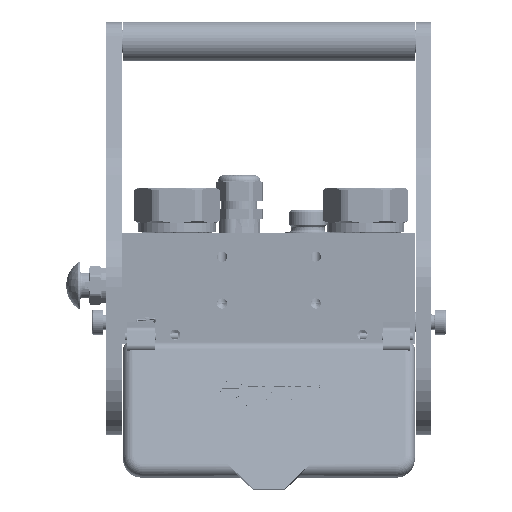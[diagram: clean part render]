
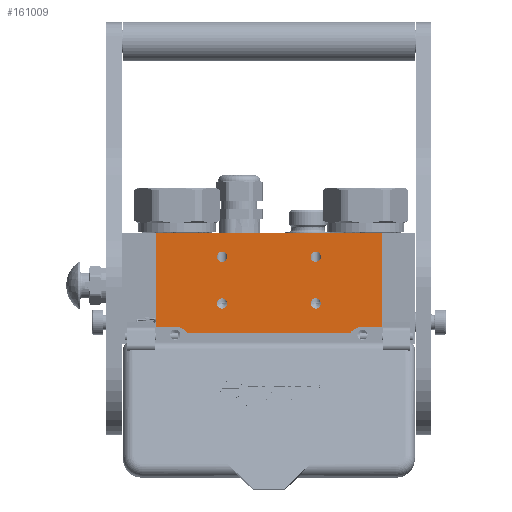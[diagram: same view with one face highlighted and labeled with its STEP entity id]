
A CAD part, left-side view. The second image highlights one B-rep face of the part: STEP entity #161009.
In plain terms, the highlighted face is planar.
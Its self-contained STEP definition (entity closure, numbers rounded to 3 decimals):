
#1471 = LINE ( 'NONE', #179959, #58384 ) ;
#2386 = CARTESIAN_POINT ( 'NONE',  ( 145.854, 64.2, -108. ) ) ;
#3941 = ORIENTED_EDGE ( 'NONE', *, *, #124753, .F. ) ;
#6640 = DIRECTION ( 'NONE',  ( 0., 0., -1. ) ) ;
#9613 = EDGE_CURVE ( 'NONE', #127379, #171984, #24225, .T. ) ;
#10883 = VERTEX_POINT ( 'NONE', #2386 ) ;
#13595 = LINE ( 'NONE', #127166, #118535 ) ;
#14059 = CIRCLE ( 'NONE', #85717, 3.3 ) ;
#15445 = ORIENTED_EDGE ( 'NONE', *, *, #104706, .F. ) ;
#15614 = DIRECTION ( 'NONE',  ( 0., -1., 0. ) ) ;
#16700 = CARTESIAN_POINT ( 'NONE',  ( 64., 11.7, -108. ) ) ;
#16784 = DIRECTION ( 'NONE',  ( 0., 1., 0. ) ) ;
#17374 = CARTESIAN_POINT ( 'NONE',  ( 124., 45., -108. ) ) ;
#18166 = DIRECTION ( 'NONE',  ( -1., 0., 0. ) ) ;
#18251 = VERTEX_POINT ( 'NONE', #68159 ) ;
#18809 = DIRECTION ( 'NONE',  ( 0., -1., 0. ) ) ;
#20559 = AXIS2_PLACEMENT_3D ( 'NONE', #135684, #109426, #80742 ) ;
#24225 = CIRCLE ( 'NONE', #125620, 3.3 ) ;
#25036 = FACE_OUTER_BOUND ( 'NONE', #91014, .T. ) ;
#25180 = CARTESIAN_POINT ( 'NONE',  ( 64., 15., -108. ) ) ;
#29224 = EDGE_CURVE ( 'NONE', #124195, #10883, #133019, .T. ) ;
#29469 = FACE_BOUND ( 'NONE', #56816, .T. ) ;
#32044 = DIRECTION ( 'NONE',  ( 0., 0., -1. ) ) ;
#32966 = DIRECTION ( 'NONE',  ( -1., 0., 0. ) ) ;
#34809 = ORIENTED_EDGE ( 'NONE', *, *, #63030, .F. ) ;
#36314 = LINE ( 'NONE', #74494, #60418 ) ;
#36853 = DIRECTION ( 'NONE',  ( 0., 0., -1. ) ) ;
#36959 = CARTESIAN_POINT ( 'NONE',  ( 124., 11.7, -108. ) ) ;
#37714 = EDGE_CURVE ( 'NONE', #96320, #74166, #39447, .T. ) ;
#38660 = PLANE ( 'NONE',  #112145 ) ;
#39313 = ORIENTED_EDGE ( 'NONE', *, *, #29224, .F. ) ;
#39447 = CIRCLE ( 'NONE', #73238, 10. ) ;
#42668 = FACE_BOUND ( 'NONE', #63954, .T. ) ;
#43949 = ORIENTED_EDGE ( 'NONE', *, *, #91345, .T. ) ;
#44945 = CIRCLE ( 'NONE', #141381, 3.3 ) ;
#46443 = EDGE_CURVE ( 'NONE', #176538, #132155, #138222, .T. ) ;
#49058 = EDGE_LOOP ( 'NONE', ( #15445, #49194 ) ) ;
#49194 = ORIENTED_EDGE ( 'NONE', *, *, #151621, .F. ) ;
#51966 = VERTEX_POINT ( 'NONE', #141353 ) ;
#52360 = AXIS2_PLACEMENT_3D ( 'NONE', #17374, #32044, #16784 ) ;
#53216 = ORIENTED_EDGE ( 'NONE', *, *, #160219, .T. ) ;
#56006 = DIRECTION ( 'NONE',  ( 0., 0., -1. ) ) ;
#56195 = EDGE_CURVE ( 'NONE', #71390, #51966, #44945, .T. ) ;
#56816 = EDGE_LOOP ( 'NONE', ( #175695, #136477 ) ) ;
#57247 = DIRECTION ( 'NONE',  ( 0., 1., 0. ) ) ;
#58384 = VECTOR ( 'NONE', #67715, 1000. ) ;
#59858 = CIRCLE ( 'NONE', #155318, 3.3 ) ;
#60418 = VECTOR ( 'NONE', #18166, 1000. ) ;
#61058 = DIRECTION ( 'NONE',  ( 0., 0., -1. ) ) ;
#63030 = EDGE_CURVE ( 'NONE', #132155, #176538, #59858, .T. ) ;
#63954 = EDGE_LOOP ( 'NONE', ( #34809, #70948 ) ) ;
#65604 = AXIS2_PLACEMENT_3D ( 'NONE', #173194, #159217, #104296 ) ;
#67715 = DIRECTION ( 'NONE',  ( -1., 0., 0. ) ) ;
#68159 = CARTESIAN_POINT ( 'NONE',  ( 21.3, 60., -108. ) ) ;
#69239 = DIRECTION ( 'NONE',  ( 0., 1., 0. ) ) ;
#70948 = ORIENTED_EDGE ( 'NONE', *, *, #46443, .F. ) ;
#71390 = VERTEX_POINT ( 'NONE', #177022 ) ;
#71962 = CARTESIAN_POINT ( 'NONE',  ( 42.146, 64.2, -108. ) ) ;
#73238 = AXIS2_PLACEMENT_3D ( 'NONE', #172761, #175139, #90985 ) ;
#74166 = VERTEX_POINT ( 'NONE', #88657 ) ;
#74209 = ORIENTED_EDGE ( 'NONE', *, *, #37714, .F. ) ;
#74494 = CARTESIAN_POINT ( 'NONE',  ( 166.7, 0., -108. ) ) ;
#74495 = VECTOR ( 'NONE', #32966, 1000. ) ;
#74528 = CARTESIAN_POINT ( 'NONE',  ( 64., 45., -108. ) ) ;
#76564 = LINE ( 'NONE', #114863, #74495 ) ;
#78445 = DIRECTION ( 'NONE',  ( 0., -1., 0. ) ) ;
#80073 = AXIS2_PLACEMENT_3D ( 'NONE', #25180, #165102, #123540 ) ;
#80742 = DIRECTION ( 'NONE',  ( 0., 1., 0. ) ) ;
#81056 = CARTESIAN_POINT ( 'NONE',  ( 154., 60., -108. ) ) ;
#81112 = CARTESIAN_POINT ( 'NONE',  ( 124., 18.3, -108. ) ) ;
#81711 = CIRCLE ( 'NONE', #20559, 3.3 ) ;
#84357 = VERTEX_POINT ( 'NONE', #144773 ) ;
#84614 = DIRECTION ( 'NONE',  ( 1., 0., 0. ) ) ;
#85325 = CARTESIAN_POINT ( 'NONE',  ( 154., 70., -108. ) ) ;
#85717 = AXIS2_PLACEMENT_3D ( 'NONE', #156066, #155474, #57247 ) ;
#87021 = ORIENTED_EDGE ( 'NONE', *, *, #107403, .T. ) ;
#88657 = CARTESIAN_POINT ( 'NONE',  ( 34., 60., -108. ) ) ;
#90190 = CIRCLE ( 'NONE', #65604, 3.3 ) ;
#90550 = CARTESIAN_POINT ( 'NONE',  ( 21.3, 0., -108. ) ) ;
#90575 = CARTESIAN_POINT ( 'NONE',  ( 166.7, 60., -108. ) ) ;
#90985 = DIRECTION ( 'NONE',  ( 0.815, -0.58, 0. ) ) ;
#91014 = EDGE_LOOP ( 'NONE', ( #3941, #53216, #43949, #87021, #74209, #102128, #39313, #118153 ) ) ;
#91345 = EDGE_CURVE ( 'NONE', #137868, #18251, #145729, .T. ) ;
#93645 = EDGE_CURVE ( 'NONE', #10883, #96320, #76564, .T. ) ;
#96320 = VERTEX_POINT ( 'NONE', #71962 ) ;
#97718 = CARTESIAN_POINT ( 'NONE',  ( 124., 48.3, -108. ) ) ;
#102128 = ORIENTED_EDGE ( 'NONE', *, *, #93645, .F. ) ;
#103270 = CARTESIAN_POINT ( 'NONE',  ( 64., 18.3, -108. ) ) ;
#103570 = EDGE_CURVE ( 'NONE', #171984, #127379, #14059, .T. ) ;
#104296 = DIRECTION ( 'NONE',  ( 0., 1., 0. ) ) ;
#104453 = DIRECTION ( 'NONE',  ( 0., -1., 0. ) ) ;
#104706 = EDGE_CURVE ( 'NONE', #166680, #130565, #117391, .T. ) ;
#107403 = EDGE_CURVE ( 'NONE', #18251, #74166, #116381, .T. ) ;
#107763 = CARTESIAN_POINT ( 'NONE',  ( 21.3, 0., -108. ) ) ;
#108006 = ORIENTED_EDGE ( 'NONE', *, *, #103570, .F. ) ;
#108617 = VECTOR ( 'NONE', #120542, 1000. ) ;
#109426 = DIRECTION ( 'NONE',  ( 0., 0., -1. ) ) ;
#112145 = AXIS2_PLACEMENT_3D ( 'NONE', #121076, #36853, #148611 ) ;
#112445 = VERTEX_POINT ( 'NONE', #90575 ) ;
#112567 = FACE_BOUND ( 'NONE', #49058, .T. ) ;
#114863 = CARTESIAN_POINT ( 'NONE',  ( 145.854, 64.2, -108. ) ) ;
#116381 = LINE ( 'NONE', #168203, #179812 ) ;
#117391 = CIRCLE ( 'NONE', #80073, 3.3 ) ;
#117808 = CARTESIAN_POINT ( 'NONE',  ( 124., 15., -108. ) ) ;
#118153 = ORIENTED_EDGE ( 'NONE', *, *, #155666, .F. ) ;
#118535 = VECTOR ( 'NONE', #69239, 1000. ) ;
#119865 = CARTESIAN_POINT ( 'NONE',  ( 124., 45., -108. ) ) ;
#120542 = DIRECTION ( 'NONE',  ( 0., 1., 0. ) ) ;
#121076 = CARTESIAN_POINT ( 'NONE',  ( 166.7, 0., -108. ) ) ;
#123540 = DIRECTION ( 'NONE',  ( 0., -1., 0. ) ) ;
#124195 = VERTEX_POINT ( 'NONE', #81056 ) ;
#124753 = EDGE_CURVE ( 'NONE', #84357, #112445, #13595, .T. ) ;
#125620 = AXIS2_PLACEMENT_3D ( 'NONE', #117808, #6640, #104453 ) ;
#127166 = CARTESIAN_POINT ( 'NONE',  ( 166.7, 0., -108. ) ) ;
#127379 = VERTEX_POINT ( 'NONE', #36959 ) ;
#127810 = FACE_BOUND ( 'NONE', #139753, .T. ) ;
#130565 = VERTEX_POINT ( 'NONE', #103270 ) ;
#131726 = AXIS2_PLACEMENT_3D ( 'NONE', #85325, #56006, #15614 ) ;
#132155 = VERTEX_POINT ( 'NONE', #151700 ) ;
#133019 = CIRCLE ( 'NONE', #131726, 10. ) ;
#135684 = CARTESIAN_POINT ( 'NONE',  ( 64., 15., -108. ) ) ;
#136361 = DIRECTION ( 'NONE',  ( 0., 0., -1. ) ) ;
#136477 = ORIENTED_EDGE ( 'NONE', *, *, #162895, .F. ) ;
#137868 = VERTEX_POINT ( 'NONE', #90550 ) ;
#138222 = CIRCLE ( 'NONE', #52360, 3.3 ) ;
#139753 = EDGE_LOOP ( 'NONE', ( #140253, #108006 ) ) ;
#140253 = ORIENTED_EDGE ( 'NONE', *, *, #9613, .F. ) ;
#141353 = CARTESIAN_POINT ( 'NONE',  ( 64., 48.3, -108. ) ) ;
#141381 = AXIS2_PLACEMENT_3D ( 'NONE', #74528, #61058, #18809 ) ;
#144773 = CARTESIAN_POINT ( 'NONE',  ( 166.7, 0., -108. ) ) ;
#145729 = LINE ( 'NONE', #107763, #108617 ) ;
#148611 = DIRECTION ( 'NONE',  ( -1., 0., 0. ) ) ;
#151621 = EDGE_CURVE ( 'NONE', #130565, #166680, #81711, .T. ) ;
#151700 = CARTESIAN_POINT ( 'NONE',  ( 124., 41.7, -108. ) ) ;
#155318 = AXIS2_PLACEMENT_3D ( 'NONE', #119865, #136361, #78445 ) ;
#155474 = DIRECTION ( 'NONE',  ( 0., 0., -1. ) ) ;
#155666 = EDGE_CURVE ( 'NONE', #112445, #124195, #1471, .T. ) ;
#156066 = CARTESIAN_POINT ( 'NONE',  ( 124., 15., -108. ) ) ;
#159217 = DIRECTION ( 'NONE',  ( 0., 0., -1. ) ) ;
#160219 = EDGE_CURVE ( 'NONE', #84357, #137868, #36314, .T. ) ;
#161009 = ADVANCED_FACE ( 'NONE', ( #42668, #127810, #29469, #112567, #25036 ), #38660, .T. ) ;
#162895 = EDGE_CURVE ( 'NONE', #51966, #71390, #90190, .T. ) ;
#165102 = DIRECTION ( 'NONE',  ( 0., 0., -1. ) ) ;
#166680 = VERTEX_POINT ( 'NONE', #16700 ) ;
#168203 = CARTESIAN_POINT ( 'NONE',  ( 21.3, 60., -108. ) ) ;
#171984 = VERTEX_POINT ( 'NONE', #81112 ) ;
#172761 = CARTESIAN_POINT ( 'NONE',  ( 34., 70., -108. ) ) ;
#173194 = CARTESIAN_POINT ( 'NONE',  ( 64., 45., -108. ) ) ;
#175139 = DIRECTION ( 'NONE',  ( 0., 0., -1. ) ) ;
#175695 = ORIENTED_EDGE ( 'NONE', *, *, #56195, .F. ) ;
#176538 = VERTEX_POINT ( 'NONE', #97718 ) ;
#177022 = CARTESIAN_POINT ( 'NONE',  ( 64., 41.7, -108. ) ) ;
#179812 = VECTOR ( 'NONE', #84614, 1000. ) ;
#179959 = CARTESIAN_POINT ( 'NONE',  ( 166.7, 60., -108. ) ) ;
